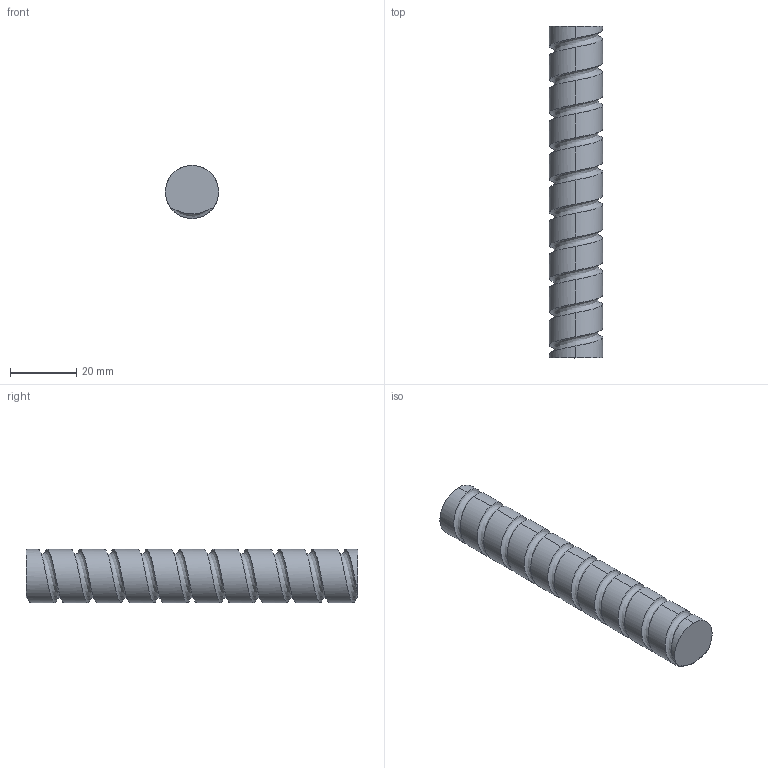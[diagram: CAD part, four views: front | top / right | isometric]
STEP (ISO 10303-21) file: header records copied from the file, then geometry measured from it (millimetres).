
FILE_DESCRIPTION (( 'STEP AP203' ), '1' );
FILE_NAME ('AL-S2610.STEP', '2024-11-22T11:11:33', ( '' ), ( '' ), 'SwSTEP 2.0', 'SolidWorks 2021', '' );
FILE_SCHEMA (( 'CONFIG_CONTROL_DESIGN' ));
Length unit declared in the file: millimetre
Products named in the file (1): AL-S2610
Bounding box: 16 x 100 x 16 mm (x, y, z)
Volume: 18702.2 mm3; surface area: 5977.2 mm2
Topology: 1 solids, 1 shells, 25 faces, 69 edges, 46 vertices
Faces by surface type: cylinder 22, plane 2, bspline 1
Entity records: 7210 total; most frequent: CARTESIAN_POINT 6621, ORIENTED_EDGE 138, DIRECTION 79, EDGE_CURVE 69, VERTEX_POINT 46, AXIS2_PLACEMENT_3D 29, FACE_OUTER_BOUND 25, EDGE_LOOP 25
